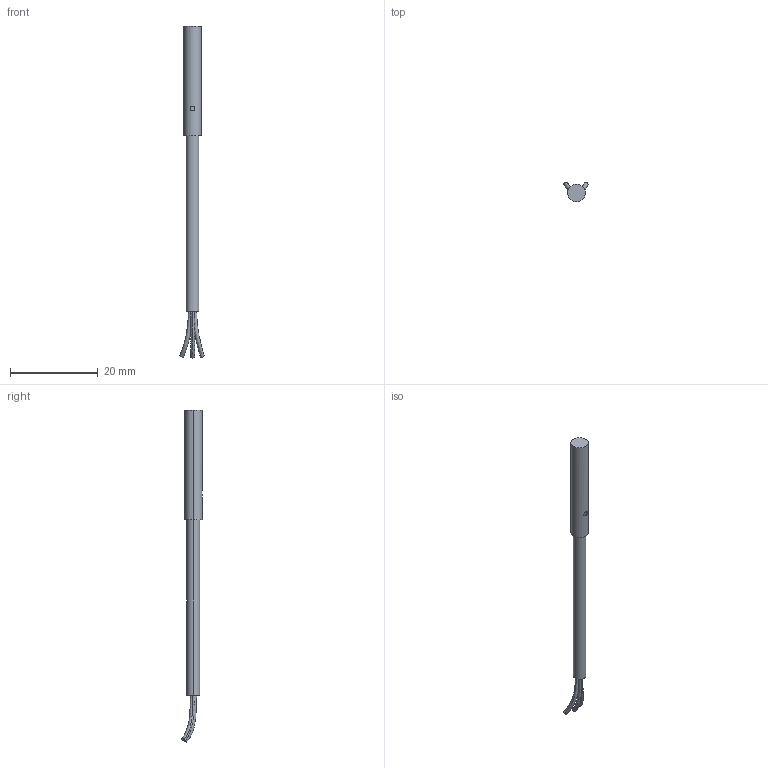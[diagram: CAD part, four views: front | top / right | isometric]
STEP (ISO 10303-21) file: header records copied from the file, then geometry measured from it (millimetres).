
FILE_DESCRIPTION((''),'2;1');
FILE_NAME('S0408N','2022-07-12T15:17:36',('Administrator'),(''),'CREO PARAMETRIC BY PTC INC, 2021023','CREO PARAMETRIC BY PTC INC, 2021023','');
FILE_SCHEMA(('AUTOMOTIVE_DESIGN { 1 0 10303 214 1 1 1 1 }'));
Length unit declared in the file: millimetre
Products named in the file (1): S0408N
Bounding box: 5.5 x 4.6 x 75.64 mm (x, y, z)
Volume: 598.5 mm3; surface area: 790.2 mm2
Topology: 1 solids, 1 shells, 19 faces, 42 edges, 28 vertices
Faces by surface type: cylinder 7, plane 6, bspline 6
Entity records: 1317 total; most frequent: CARTESIAN_POINT 766, ORIENTED_EDGE 84, DIRECTION 80, EDGE_CURVE 42, AXIS2_PLACEMENT_3D 37, VERTEX_POINT 28, CIRCLE 24, EDGE_LOOP 22
